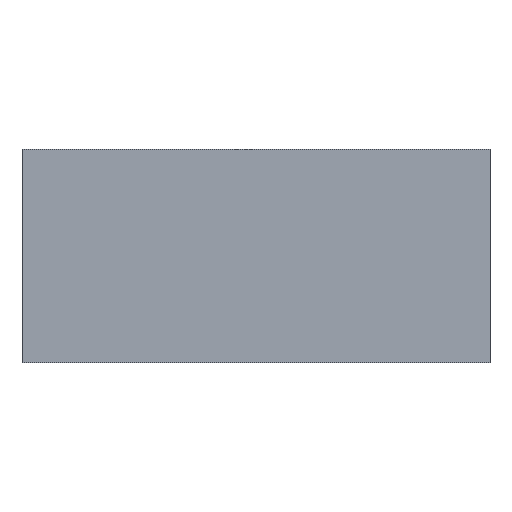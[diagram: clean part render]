
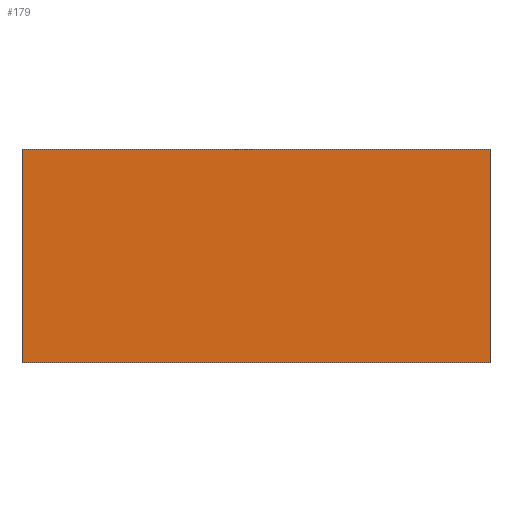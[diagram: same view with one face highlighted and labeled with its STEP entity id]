
A CAD part, top view. The second image highlights one B-rep face of the part: STEP entity #179.
In plain terms, the highlighted planar face has unit normal (0, 0, 1).
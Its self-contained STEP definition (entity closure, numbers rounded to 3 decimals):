
#171=AXIS2_PLACEMENT_3D('Plane Axis2P3D',#168,#169,#170) ;
#43=CARTESIAN_POINT('Vertex',(0.,8.,0.05)) ;
#57=CARTESIAN_POINT('Vertex',(0.,0.,0.05)) ;
#60=CARTESIAN_POINT('Line Origine',(0.,4.,0.05)) ;
#88=CARTESIAN_POINT('Vertex',(17.5,0.,0.05)) ;
#91=CARTESIAN_POINT('Line Origine',(8.75,0.,0.05)) ;
#119=CARTESIAN_POINT('Vertex',(17.5,8.,0.05)) ;
#122=CARTESIAN_POINT('Line Origine',(17.5,4.,0.05)) ;
#144=CARTESIAN_POINT('Line Origine',(8.75,8.,0.05)) ;
#168=CARTESIAN_POINT('Axis2P3D Location',(8.75,4.,0.05)) ;
#61=DIRECTION('Vector Direction',(0.,-1.,0.)) ;
#92=DIRECTION('Vector Direction',(-1.,0.,0.)) ;
#123=DIRECTION('Vector Direction',(0.,1.,0.)) ;
#145=DIRECTION('Vector Direction',(1.,0.,0.)) ;
#169=DIRECTION('Axis2P3D Direction',(0.,0.,1.)) ;
#170=DIRECTION('Axis2P3D XDirection',(1.,0.,0.)) ;
#62=VECTOR('Line Direction',#61,1.) ;
#93=VECTOR('Line Direction',#92,1.) ;
#124=VECTOR('Line Direction',#123,1.) ;
#146=VECTOR('Line Direction',#145,1.) ;
#174=ORIENTED_EDGE('',*,*,#64,.T.) ;
#175=ORIENTED_EDGE('',*,*,#95,.T.) ;
#176=ORIENTED_EDGE('',*,*,#126,.T.) ;
#177=ORIENTED_EDGE('',*,*,#148,.T.) ;
#179=ADVANCED_FACE('S3D positioniert',(#178),#172,.T.) ;
#64=EDGE_CURVE('',#44,#58,#63,.T.) ;
#95=EDGE_CURVE('',#58,#89,#94,.F.) ;
#126=EDGE_CURVE('',#89,#120,#125,.T.) ;
#148=EDGE_CURVE('',#120,#44,#147,.F.) ;
#173=EDGE_LOOP('',(#174,#175,#176,#177)) ;
#178=FACE_OUTER_BOUND('',#173,.T.) ;
#63=LINE('Line',#60,#62) ;
#94=LINE('Line',#91,#93) ;
#125=LINE('Line',#122,#124) ;
#147=LINE('Line',#144,#146) ;
#172=PLANE('',#171) ;
#44=VERTEX_POINT('',#43) ;
#58=VERTEX_POINT('',#57) ;
#89=VERTEX_POINT('',#88) ;
#120=VERTEX_POINT('',#119) ;
